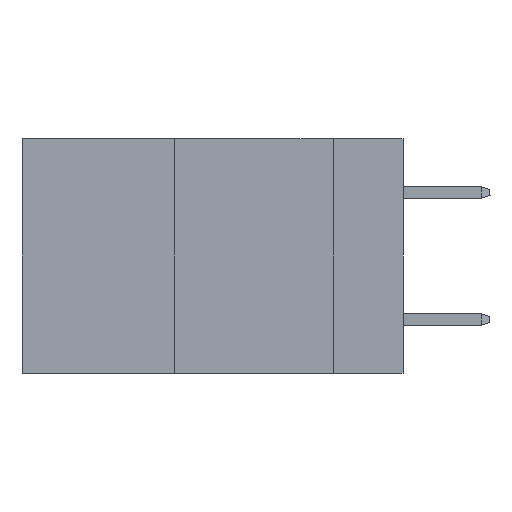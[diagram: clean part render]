
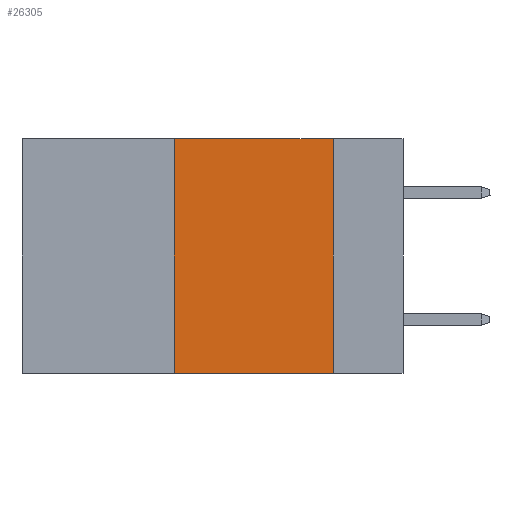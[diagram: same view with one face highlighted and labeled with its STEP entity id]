
A CAD part, left-side view. The second image highlights one B-rep face of the part: STEP entity #26305.
In plain terms, the highlighted planar face has unit normal (-1, 0, 0).
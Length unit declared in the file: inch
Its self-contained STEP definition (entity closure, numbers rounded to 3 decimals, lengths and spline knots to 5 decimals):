
#3076 = VECTOR ( 'NONE', #28386, 39.37008 ) ;
#3671 = CARTESIAN_POINT ( 'NONE',  ( 0., 0.11, -0.37 ) ) ;
#8387 = CARTESIAN_POINT ( 'NONE',  ( 0., 0.36, 0. ) ) ;
#8895 = CARTESIAN_POINT ( 'NONE',  ( 0., 0.6, 0. ) ) ;
#9382 = EDGE_CURVE ( 'NONE', #26565, #13046, #10390, .T. ) ;
#9788 = CARTESIAN_POINT ( 'NONE',  ( 0., 0.36, -0.37 ) ) ;
#9874 = VECTOR ( 'NONE', #26919, 39.37008 ) ;
#10390 = LINE ( 'NONE', #13150, #3076 ) ;
#10894 = PLANE ( 'NONE',  #26432 ) ;
#11031 = EDGE_CURVE ( 'NONE', #13154, #26565, #25288, .T. ) ;
#11795 = DIRECTION ( 'NONE',  ( 0., -1., 0. ) ) ;
#13046 = VERTEX_POINT ( 'NONE', #3671 ) ;
#13150 = CARTESIAN_POINT ( 'NONE',  ( 0., 0.11, 0. ) ) ;
#13154 = VERTEX_POINT ( 'NONE', #15433 ) ;
#13436 = CARTESIAN_POINT ( 'NONE',  ( 0., 0.11, 0. ) ) ;
#13869 = VECTOR ( 'NONE', #34488, 39.37008 ) ;
#14456 = EDGE_CURVE ( 'NONE', #24646, #13046, #19663, .T. ) ;
#14563 = DIRECTION ( 'NONE',  ( 1., 0., 0. ) ) ;
#14949 = DIRECTION ( 'NONE',  ( 0., 0., -1. ) ) ;
#15433 = CARTESIAN_POINT ( 'NONE',  ( 0., 0.36, 0. ) ) ;
#15898 = ORIENTED_EDGE ( 'NONE', *, *, #35639, .F. ) ;
#17959 = ORIENTED_EDGE ( 'NONE', *, *, #14456, .T. ) ;
#18038 = VECTOR ( 'NONE', #11795, 39.37008 ) ;
#19663 = LINE ( 'NONE', #35177, #9874 ) ;
#21875 = EDGE_LOOP ( 'NONE', ( #28333, #32457, #15898, #17959 ) ) ;
#22178 = CARTESIAN_POINT ( 'NONE',  ( 0., 0.6, 0. ) ) ;
#24646 = VERTEX_POINT ( 'NONE', #9788 ) ;
#25288 = LINE ( 'NONE', #8895, #18038 ) ;
#25665 = LINE ( 'NONE', #8387, #13869 ) ;
#26305 = ADVANCED_FACE ( 'NONE', ( #36134 ), #10894, .F. ) ;
#26432 = AXIS2_PLACEMENT_3D ( 'NONE', #22178, #14563, #14949 ) ;
#26565 = VERTEX_POINT ( 'NONE', #13436 ) ;
#26919 = DIRECTION ( 'NONE',  ( 0., -1., 0. ) ) ;
#28333 = ORIENTED_EDGE ( 'NONE', *, *, #9382, .F. ) ;
#28386 = DIRECTION ( 'NONE',  ( 0., 0., -1. ) ) ;
#32457 = ORIENTED_EDGE ( 'NONE', *, *, #11031, .F. ) ;
#34488 = DIRECTION ( 'NONE',  ( 0., 0., 1. ) ) ;
#35177 = CARTESIAN_POINT ( 'NONE',  ( 0., 0.6, -0.37 ) ) ;
#35639 = EDGE_CURVE ( 'NONE', #24646, #13154, #25665, .T. ) ;
#36134 = FACE_OUTER_BOUND ( 'NONE', #21875, .T. ) ;
